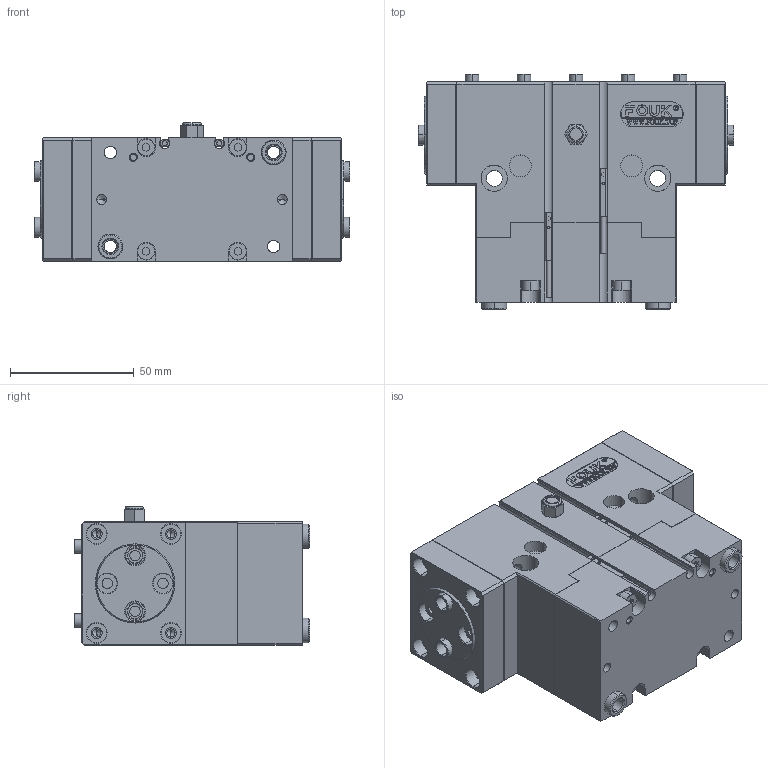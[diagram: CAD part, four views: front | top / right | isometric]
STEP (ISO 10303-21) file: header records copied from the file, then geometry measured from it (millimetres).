
FILE_DESCRIPTION (( 'STEP AP203' ), '1' );
FILE_NAME ('TRF45-NO.STEP', '2026-03-27T06:55:59', ( 'USER-' ), ( 'Microsoft' ), 'SwSTEP 2.0', 'SolidWorks 2018', '' );
FILE_SCHEMA (( 'CONFIG_CONTROL_DESIGN' ));
Length unit declared in the file: millimetre
Products named in the file (13): ﾏ擎ﾗ8｡ﾁ6｡ﾁ6; BSLMM5; 内六角圆柱头螺钉[GBT70_1-2008][M3×6]_M3×6; TRF45-02 耜猾极; ﾏ擎ﾗ10｡ﾁ6｡ﾁ6; TRF45-NO; 内六角圆柱头螺钉[GBT70_1-2008][M4×23.5]_M4×25; TRF45-04 奻葡裔啣; 棠羲換覜ん; TRF45-01 忒硌薊极; FR45-120-M-22B 晊扥极; 25x10-R5; TRF45-M-01 喘倛褲极
Assembly tree (31 placements, depth 2):
  TRF45-NO
    TRF45-M-01 喘倛褲极
    TRF45-01 忒硌薊极  x2
    TRF45-02 耜猾极  x2
    TRF45-04 奻葡裔啣
    BSLMM5
    25x10-R5
    棠羲換覜ん  x2
    ﾏ擎ﾗ10｡ﾁ6｡ﾁ6  x2
    ﾏ擎ﾗ8｡ﾁ6｡ﾁ6  x4
    内六角圆柱头螺钉[GBT70_1-2008][M3×6]_M3×6  x10
    FR45-120-M-22B 晊扥极
    内六角圆柱头螺钉[GBT70_1-2008][M4×23.5]_M4×25  x4
Bounding box: 127.5 x 95 x 56 mm (x, y, z)
Volume: 365408.8 mm3; surface area: 99407.4 mm2
Topology: 31 solids, 31 shells, 1475 faces, 3676 edges, 2338 vertices
Faces by surface type: plane 631, cylinder 432, cone 197, bspline 155, torus 58, sphere 2
Entity records: 40573 total; most frequent: CARTESIAN_POINT 12762, ORIENTED_EDGE 5530, DIRECTION 5052, EDGE_CURVE 2765, VERTEX_POINT 1808, AXIS2_PLACEMENT_3D 1690, VECTOR 1672, LINE 1672
